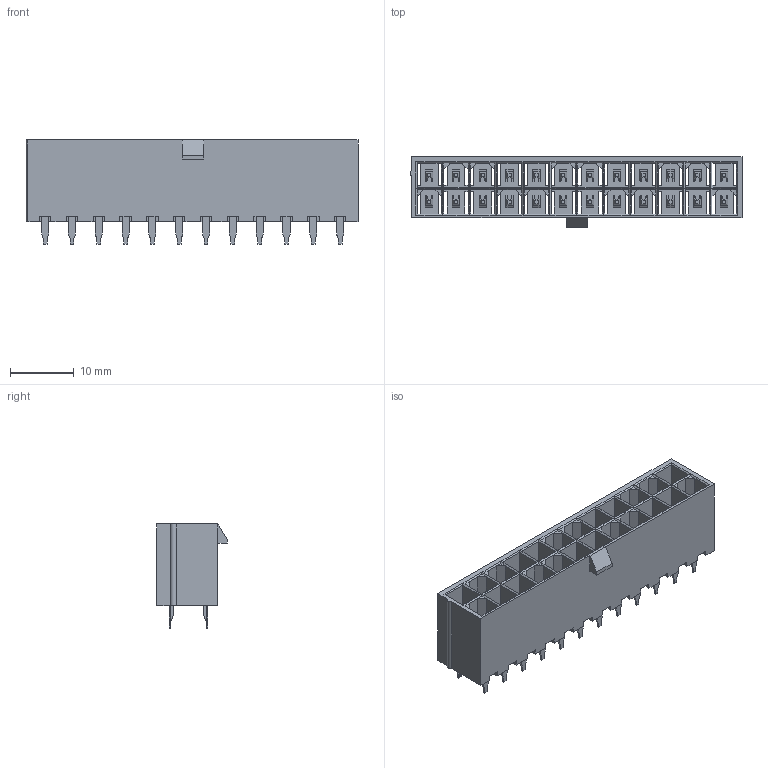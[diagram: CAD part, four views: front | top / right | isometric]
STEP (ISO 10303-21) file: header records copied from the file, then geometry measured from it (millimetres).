
FILE_DESCRIPTION(/* description */ ('Unknown'),/* implementation_level */ '2;1');
FILE_NAME(/* name */ '64902421122',/* time_stamp */ '2019-08-05T15:18:36+02:00',/* author */ ('Unknown'),/* organization */ ('Unknown'),/* preprocessor_version */ 'ST-DEVELOPER v16.7',/* originating_system */ 'DEX',/* authorisation */ $);
FILE_SCHEMA (('AUTOMOTIVE_DESIGN {1 0 10303 214 3 1 1}'));
Length unit declared in the file: millimetre
Products named in the file (3): 6490xx21122; 64902421122; 6490xx21122_PIN
Assembly tree (25 placements, depth 2):
  6490xx21122
    64902421122
    6490xx21122_PIN  x24
Bounding box: 52 x 11.1 x 16.3 mm (x, y, z)
Volume: 2832.2 mm3; surface area: 9044.3 mm2
Topology: 25 solids, 25 shells, 2881 faces, 8385 edges, 5459 vertices
Faces by surface type: plane 2208, cylinder 673
Entity records: 27171 total; most frequent: ORIENTED_EDGE 4902, CARTESIAN_POINT 4837, DIRECTION 4183, EDGE_CURVE 2451, LINE 2393, VECTOR 2393, VERTEX_POINT 1549, AXIS2_PLACEMENT_3D 895
